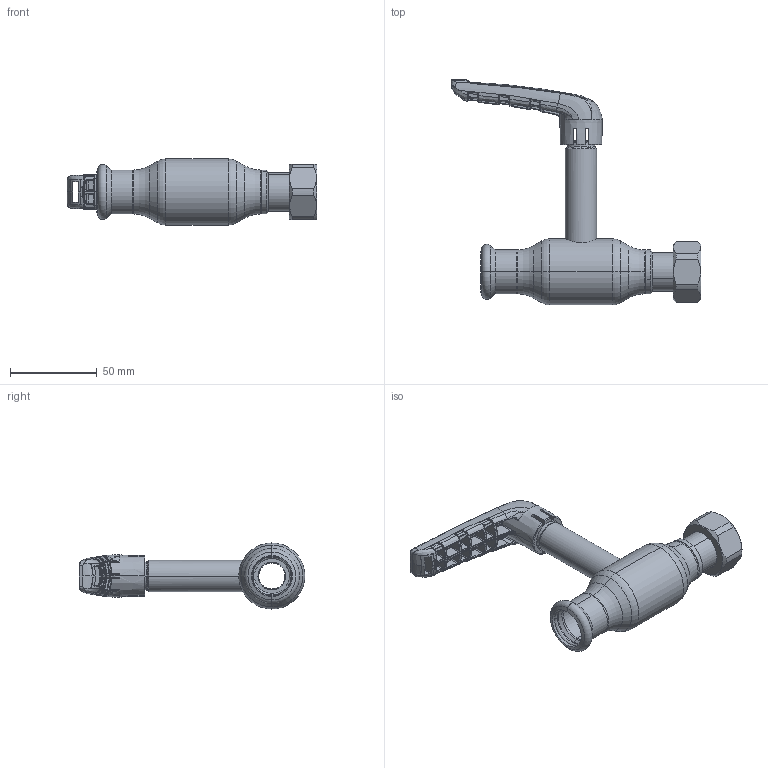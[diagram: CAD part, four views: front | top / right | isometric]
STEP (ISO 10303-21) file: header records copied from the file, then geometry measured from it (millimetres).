
FILE_DESCRIPTION (( 'STEP AP214' ), '1' );
FILE_NAME ('1020001411-xxxx.step', '2019-05-09T09:37:02', ( '' ), ( '' ), 'SwSTEP 2.0', 'SolidWorks 2017', '' );
FILE_SCHEMA (( 'AUTOMOTIVE_DESIGN' ));
Length unit declared in the file: millimetre
Products named in the file (1): 1020001411-xxxx
Bounding box: 143.73 x 129.88 x 38 mm (x, y, z)
Surface area: 31873.9 mm2 (no closed solid volume)
Topology: 0 solids, 12 shells, 764 faces, 2407 edges, 1524 vertices
Faces by surface type: bspline 602, plane 56, cylinder 40, cone 37, torus 29
Entity records: 66012 total; most frequent: CARTESIAN_POINT 42179, ORIENTED_EDGE 3931, EDGE_CURVE 2377, B_SPLINE_CURVE_WITH_KNOTS 1634, DIRECTION 1626, VERTEX_POINT 1524, EDGE_LOOP 788, UNCERTAINTY_MEASURE_WITH_UNIT 766
